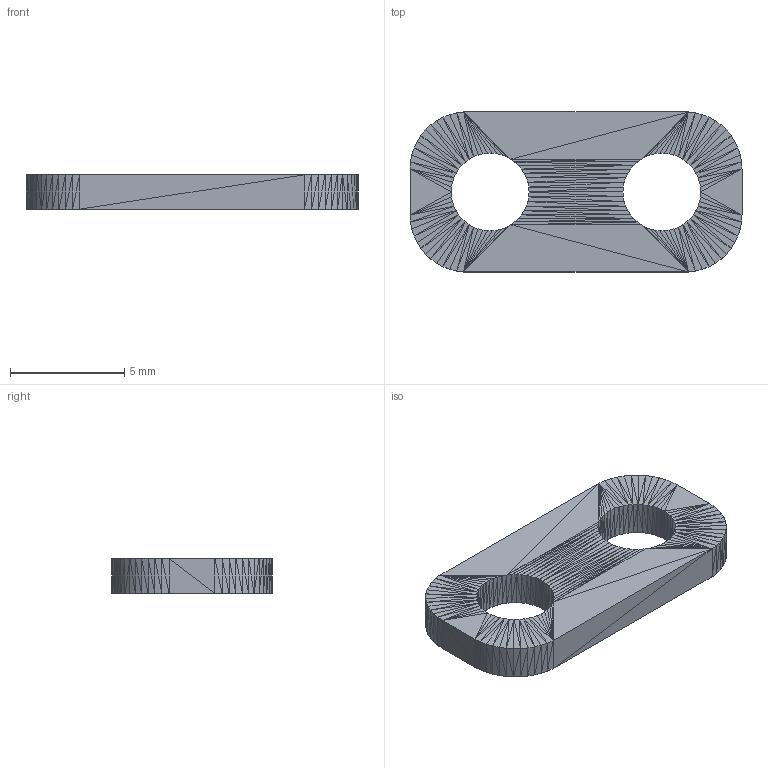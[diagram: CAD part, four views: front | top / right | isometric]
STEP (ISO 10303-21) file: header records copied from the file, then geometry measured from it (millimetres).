
FILE_DESCRIPTION(('FreeCAD Model'),'2;1');
FILE_NAME('Open CASCADE Shape Model','2023-03-17T02:03:31',('FreeCAD'),( 'FreeCAD'),'Open CASCADE STEP processor 7.6','FreeCAD','Unknown');
FILE_SCHEMA(('AUTOMOTIVE_DESIGN { 1 0 10303 214 1 1 1 1 }'));
Length unit declared in the file: millimetre
Products named in the file (1): Open CASCADE STEP translator 7.6 1
Bounding box: 14.5 x 6.99 x 1.5 mm (x, y, z)
Volume: 116.8 mm3; surface area: 245.8 mm2
Topology: 1 solids, 1 shells, 612 faces, 918 edges, 304 vertices
Faces by surface type: plane 612
Entity records: 23882 total; most frequent: DIRECTION 3980, CARTESIAN_POINT 3671, LINE 2754, VECTOR 2754, ORIENTED_EDGE 1836, PCURVE 1836, DEFINITIONAL_REPRESENTATION 1836, EDGE_CURVE 918
